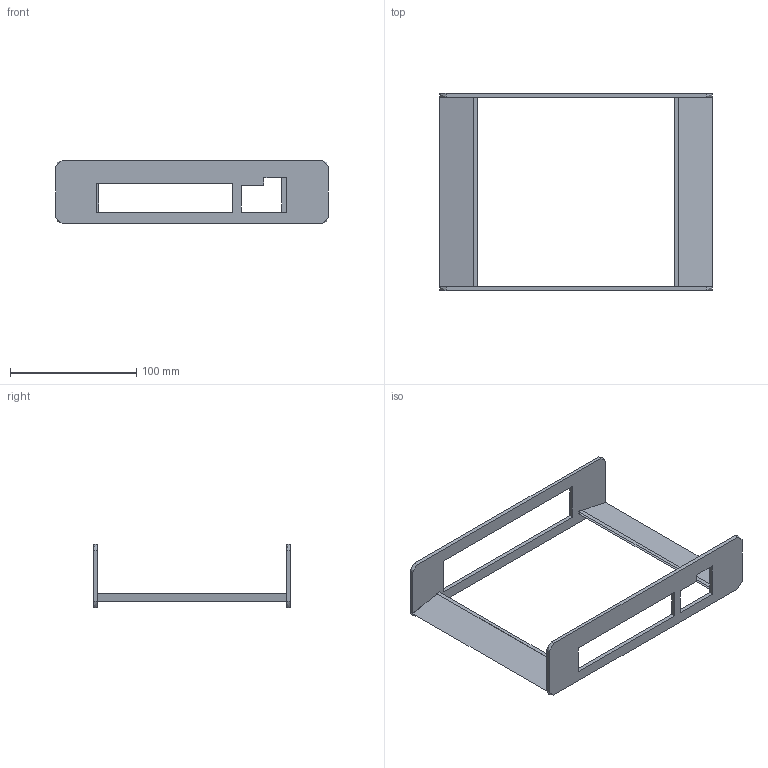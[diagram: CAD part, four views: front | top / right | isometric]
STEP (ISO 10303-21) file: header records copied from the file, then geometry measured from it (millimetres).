
FILE_DESCRIPTION(/* description */ (''),/* implementation_level */ '2;1');
FILE_NAME(/* name */ 'case',/* time_stamp */ '2020-01-30T11:17:04-03:00',/* author */ (''),/* organization */ (''),/* preprocessor_version */ 'ST-DEVELOPER v10',/* originating_system */ '',/* authorisation */ '');
FILE_SCHEMA (('AUTOMOTIVE_DESIGN'));
Length unit declared in the file: millimetre
Products named in the file (1): 1
Bounding box: 216.05 x 156 x 50 mm (x, y, z)
Volume: 213013.2 mm3; surface area: 64552.9 mm2
Topology: 4 solids, 4 shells, 49 faces, 132 edges, 85 vertices
Faces by surface type: plane 37, bspline 12
Entity records: 1664 total; most frequent: CARTESIAN_POINT 740, ORIENTED_EDGE 246, EDGE_CURVE 123, B_SPLINE_CURVE_WITH_KNOTS 85, VERTEX_POINT 82, EDGE_LOOP 55, DIRECTION 50, ADVANCED_FACE 49
